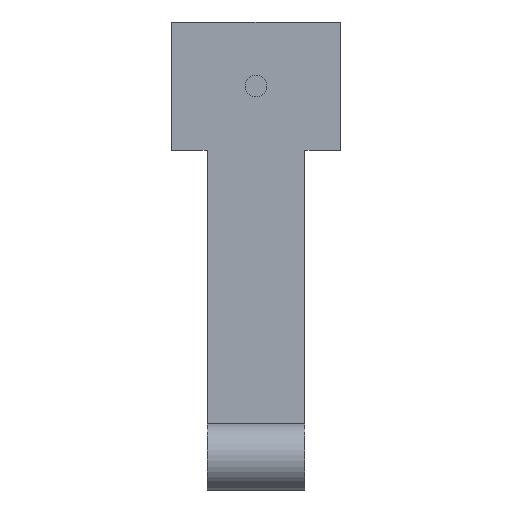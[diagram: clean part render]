
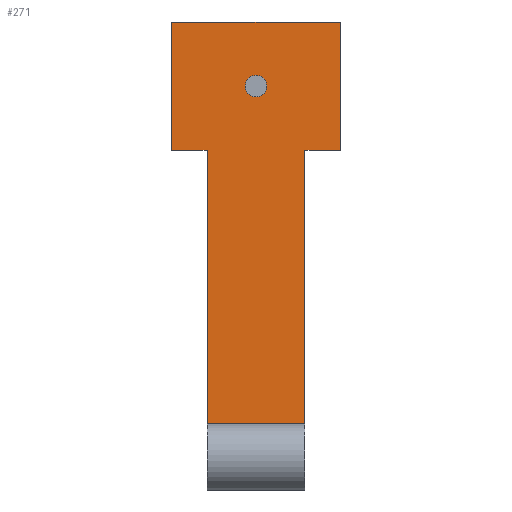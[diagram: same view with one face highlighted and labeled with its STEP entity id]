
A CAD part, top view. The second image highlights one B-rep face of the part: STEP entity #271.
In plain terms, the highlighted planar face has unit normal (0, 0, 1).
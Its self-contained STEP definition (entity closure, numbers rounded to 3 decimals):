
#20=FACE_BOUND('',#52,.T.);
#25=CIRCLE('',#314,1.6);
#34=FACE_OUTER_BOUND('',#51,.T.);
#51=EDGE_LOOP('',(#214,#215,#216,#217,#218,#219,#220,#221));
#52=EDGE_LOOP('',(#222));
#65=LINE('',#413,#95);
#69=LINE('',#426,#99);
#74=LINE('',#435,#104);
#76=LINE('',#441,#106);
#81=LINE('',#450,#111);
#82=LINE('',#453,#112);
#83=LINE('',#454,#113);
#84=LINE('',#455,#114);
#95=VECTOR('',#336,10.);
#99=VECTOR('',#348,10.);
#104=VECTOR('',#355,10.);
#106=VECTOR('',#361,10.);
#111=VECTOR('',#368,10.);
#112=VECTOR('',#371,10.);
#113=VECTOR('',#372,10.);
#114=VECTOR('',#373,10.);
#125=VERTEX_POINT('',#410);
#126=VERTEX_POINT('',#412);
#130=VERTEX_POINT('',#424);
#131=VERTEX_POINT('',#425);
#134=VERTEX_POINT('',#434);
#136=VERTEX_POINT('',#440);
#139=VERTEX_POINT('',#448);
#140=VERTEX_POINT('',#452);
#141=VERTEX_POINT('',#456);
#150=EDGE_CURVE('',#126,#125,#65,.T.);
#156=EDGE_CURVE('',#130,#131,#69,.T.);
#161=EDGE_CURVE('',#134,#130,#74,.T.);
#164=EDGE_CURVE('',#136,#126,#76,.T.);
#169=EDGE_CURVE('',#131,#139,#81,.T.);
#170=EDGE_CURVE('',#139,#140,#82,.T.);
#171=EDGE_CURVE('',#140,#136,#83,.T.);
#172=EDGE_CURVE('',#125,#134,#84,.T.);
#173=EDGE_CURVE('',#141,#141,#25,.T.);
#214=ORIENTED_EDGE('',*,*,#161,.T.);
#215=ORIENTED_EDGE('',*,*,#156,.T.);
#216=ORIENTED_EDGE('',*,*,#169,.T.);
#217=ORIENTED_EDGE('',*,*,#170,.T.);
#218=ORIENTED_EDGE('',*,*,#171,.T.);
#219=ORIENTED_EDGE('',*,*,#164,.T.);
#220=ORIENTED_EDGE('',*,*,#150,.T.);
#221=ORIENTED_EDGE('',*,*,#172,.T.);
#222=ORIENTED_EDGE('',*,*,#173,.T.);
#258=PLANE('',#313);
#271=ADVANCED_FACE('',(#34,#20),#258,.T.);
#313=AXIS2_PLACEMENT_3D('',#451,#369,#370);
#314=AXIS2_PLACEMENT_3D('',#457,#374,#375);
#336=DIRECTION('',(0.,-1.,0.));
#348=DIRECTION('',(1.,0.,0.));
#355=DIRECTION('',(0.,1.,0.));
#361=DIRECTION('',(1.,0.,0.));
#368=DIRECTION('',(0.,1.,0.));
#369=DIRECTION('center_axis',(0.,0.,1.));
#370=DIRECTION('ref_axis',(1.,0.,0.));
#371=DIRECTION('',(-1.,0.,0.));
#372=DIRECTION('',(0.,-1.,0.));
#373=DIRECTION('',(1.,0.,0.));
#374=DIRECTION('center_axis',(0.,0.,-1.));
#375=DIRECTION('ref_axis',(1.,0.,0.));
#410=CARTESIAN_POINT('',(5.25,10.,4.));
#412=CARTESIAN_POINT('',(5.25,50.5,4.));
#413=CARTESIAN_POINT('',(5.25,17.5,4.));
#424=CARTESIAN_POINT('',(19.75,50.5,4.));
#425=CARTESIAN_POINT('',(25.,50.5,4.));
#426=CARTESIAN_POINT('',(18.75,50.5,4.));
#434=CARTESIAN_POINT('',(19.75,10.,4.));
#435=CARTESIAN_POINT('',(19.75,42.75,4.));
#440=CARTESIAN_POINT('',(0.,50.5,4.));
#441=CARTESIAN_POINT('',(8.875,50.5,4.));
#448=CARTESIAN_POINT('',(25.,69.5,4.));
#450=CARTESIAN_POINT('',(25.,0.,4.));
#451=CARTESIAN_POINT('Origin',(12.5,35.,4.));
#452=CARTESIAN_POINT('',(0.,69.5,4.));
#453=CARTESIAN_POINT('',(12.5,69.5,4.));
#454=CARTESIAN_POINT('',(0.,70.,4.));
#455=CARTESIAN_POINT('',(18.75,10.,4.));
#456=CARTESIAN_POINT('',(10.9,60.,4.));
#457=CARTESIAN_POINT('Origin',(12.5,60.,4.));
